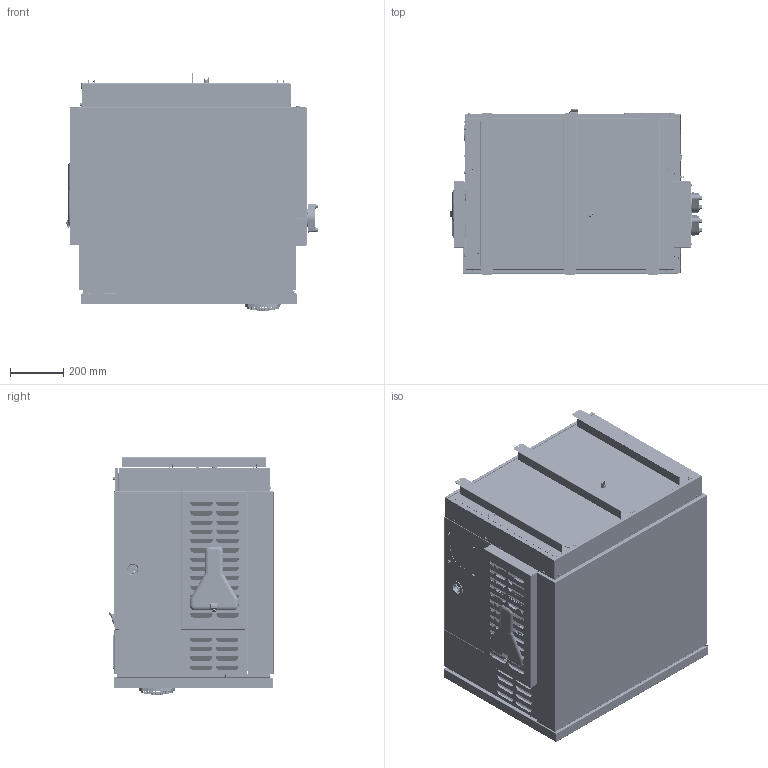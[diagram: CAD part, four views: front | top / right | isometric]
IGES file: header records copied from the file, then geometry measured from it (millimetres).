
Start section: SolidWorks IGES file using analytic representation for surfaces
Global section: file name: EHE350NB CABINET.IGS; native system: SolidWorks 2016; preprocessor: SolidWorks 2016; author: Karl.Kendrick; date: 170613.142306; units: inch
Bounding box: 943.18 x 621.99 x 891.14 mm (x, y, z)
Surface area: 8305614.1 mm2 (no closed solid volume)
Topology: 0 solids, 0 shells, 2340 faces, 43876 edges, 43858 vertices
Faces by surface type: bspline 1397, revolution 943
